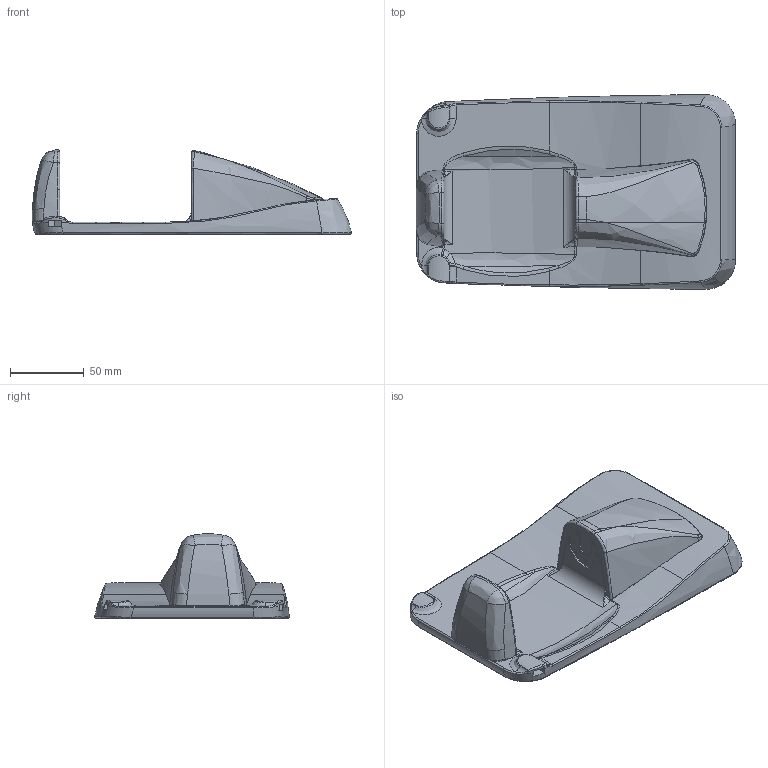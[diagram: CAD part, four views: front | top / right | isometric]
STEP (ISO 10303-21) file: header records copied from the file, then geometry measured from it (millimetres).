
FILE_DESCRIPTION(/* description */ (''),/* implementation_level */ '2;1');
FILE_NAME(/* name */ 'Foot Left Skin.step',/* time_stamp */ '2017-06-24T12:00:41+10:00',/* author */ (''),/* organization */ (''),/* preprocessor_version */ 'ST-DEVELOPER v16.13',/* originating_system */ 'Autodesk Translation Framework v6.1.1.50',/* authorisation */ '');
FILE_SCHEMA (('AUTOMOTIVE_DESIGN { 1 0 10303 214 3 1 1 }'));
Products named in the file (1): Foot Right v5
Bounding box: 215.76 x 131.58 x 56.9 mm (x, y, z)
Volume: 351836.9 mm3; surface area: 99102 mm2
Topology: 1 solids, 1 shells, 601 faces, 1559 edges, 982 vertices
Faces by surface type: bspline 198, plane 195, cylinder 174, torus 29, sphere 4, cone 1
Full cylindrical faces by diameter (mm): 2.7 x21, 3 x4, 4.9 x14, 5.5 x2, 6.7 x1, 9 x2
Entity records: 37329 total; most frequent: CARTESIAN_POINT 23994, ORIENTED_EDGE 2956, DIRECTION 2506, EDGE_CURVE 1478, AXIS2_PLACEMENT_3D 1017, VERTEX_POINT 954, EDGE_LOOP 695, FACE_OUTER_BOUND 600
